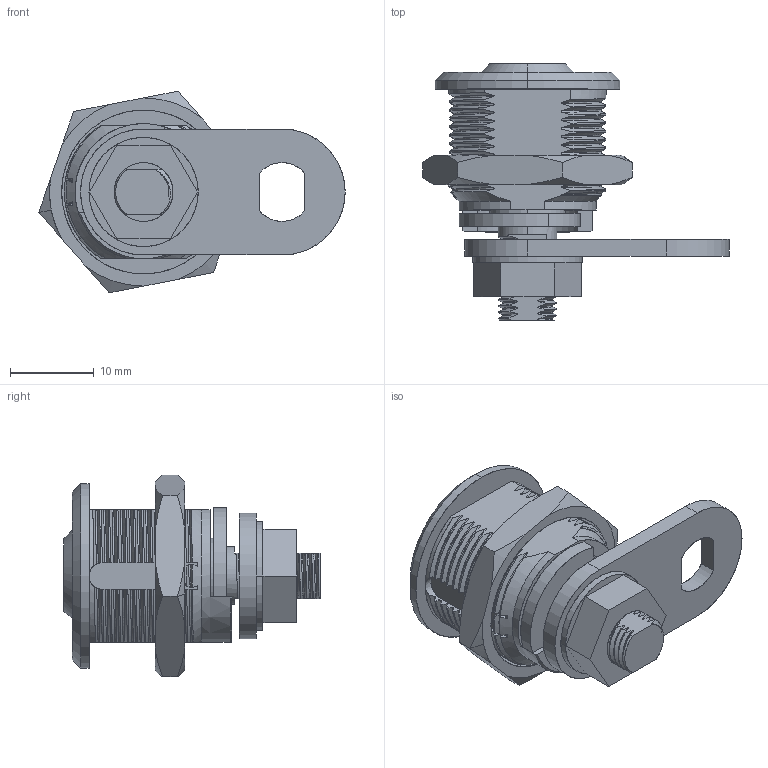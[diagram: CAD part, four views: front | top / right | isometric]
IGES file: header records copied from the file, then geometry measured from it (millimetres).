
Start section: SolidWorks IGES file using analytic representation for surfaces
Global section: file name: KC-211.IGS, 1; native system: 5HSolidWorks 2011; preprocessor: SolidWorks 2011; author: KJR06; date: 221121.141712; units: millimetre
Bounding box: 36.47 x 30.5 x 24.02 mm (x, y, z)
Surface area: 5895.4 mm2 (no closed solid volume)
Topology: 0 solids, 0 shells, 488 faces, 5948 edges, 5948 vertices
Faces by surface type: bspline 346, revolution 142
